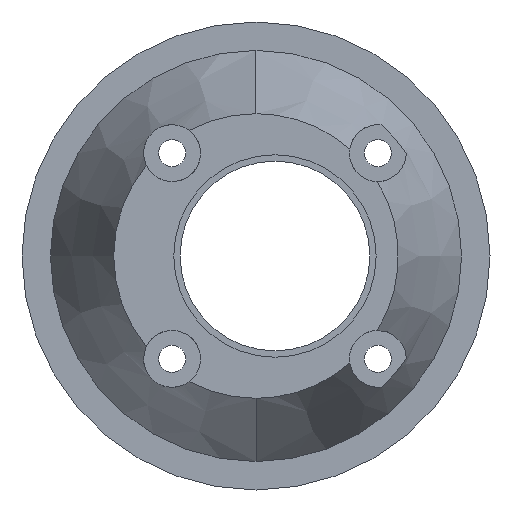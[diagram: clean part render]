
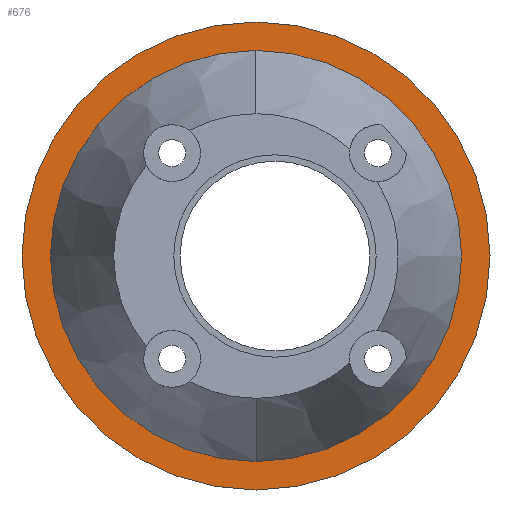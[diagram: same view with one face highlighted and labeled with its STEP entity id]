
A CAD part, left-side view. The second image highlights one B-rep face of the part: STEP entity #676.
In plain terms, the highlighted planar face has unit normal (-1, 0, 0).
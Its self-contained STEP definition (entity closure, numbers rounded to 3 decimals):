
#1 = EDGE_CURVE ( 'NONE', #1395, #1393, #1587, .T. ) ;
#12 = CARTESIAN_POINT ( 'NONE',  ( -23., 3., -32.5 ) ) ;
#17 = DIRECTION ( 'NONE',  ( 1., 0., 0. ) ) ;
#68 = AXIS2_PLACEMENT_3D ( 'NONE', #572, #1247, #444 ) ;
#101 = DIRECTION ( 'NONE',  ( 1., 0., 0. ) ) ;
#139 = FACE_BOUND ( 'NONE', #1381, .T. ) ;
#181 = DIRECTION ( 'NONE',  ( 1., 0., 0. ) ) ;
#228 = EDGE_CURVE ( 'NONE', #1484, #1479, #1371, .T. ) ;
#230 = CIRCLE ( 'NONE', #1039, 37. ) ;
#231 = ORIENTED_EDGE ( 'NONE', *, *, #228, .T. ) ;
#251 = CIRCLE ( 'NONE', #1760, 32.5 ) ;
#298 = CARTESIAN_POINT ( 'NONE',  ( -23., 3., 32.5 ) ) ;
#307 = PLANE ( 'NONE',  #68 ) ;
#444 = DIRECTION ( 'NONE',  ( 0., 0., 1. ) ) ;
#462 = ORIENTED_EDGE ( 'NONE', *, *, #1547, .T. ) ;
#469 = DIRECTION ( 'NONE',  ( 0., 0., -1. ) ) ;
#572 = CARTESIAN_POINT ( 'NONE',  ( -23., 40., 0. ) ) ;
#588 = ORIENTED_EDGE ( 'NONE', *, *, #1, .F. ) ;
#645 = CARTESIAN_POINT ( 'NONE',  ( -23., 3., 0. ) ) ;
#664 = CARTESIAN_POINT ( 'NONE',  ( -23., 3., -37. ) ) ;
#676 = ADVANCED_FACE ( 'NONE', ( #139, #1497 ), #307, .T. ) ;
#768 = CARTESIAN_POINT ( 'NONE',  ( -23., 3., 0. ) ) ;
#837 = CARTESIAN_POINT ( 'NONE',  ( -23., 3., 0. ) ) ;
#970 = DIRECTION ( 'NONE',  ( 0., 0., -1. ) ) ;
#982 = CARTESIAN_POINT ( 'NONE',  ( -23., 3., 0. ) ) ;
#1039 = AXIS2_PLACEMENT_3D ( 'NONE', #837, #17, #970 ) ;
#1115 = DIRECTION ( 'NONE',  ( 0., 0., -1. ) ) ;
#1173 = DIRECTION ( 'NONE',  ( 1., 0., 0. ) ) ;
#1247 = DIRECTION ( 'NONE',  ( -1., 0., 0. ) ) ;
#1249 = EDGE_CURVE ( 'NONE', #1393, #1395, #230, .T. ) ;
#1337 = CARTESIAN_POINT ( 'NONE',  ( -23., 3., 37. ) ) ;
#1371 = CIRCLE ( 'NONE', #1465, 32.5 ) ;
#1381 = EDGE_LOOP ( 'NONE', ( #462, #231 ) ) ;
#1393 = VERTEX_POINT ( 'NONE', #1337 ) ;
#1395 = VERTEX_POINT ( 'NONE', #664 ) ;
#1449 = EDGE_LOOP ( 'NONE', ( #588, #1705 ) ) ;
#1465 = AXIS2_PLACEMENT_3D ( 'NONE', #645, #101, #469 ) ;
#1479 = VERTEX_POINT ( 'NONE', #12 ) ;
#1484 = VERTEX_POINT ( 'NONE', #298 ) ;
#1497 = FACE_OUTER_BOUND ( 'NONE', #1449, .T. ) ;
#1547 = EDGE_CURVE ( 'NONE', #1479, #1484, #251, .T. ) ;
#1587 = CIRCLE ( 'NONE', #1687, 37. ) ;
#1668 = DIRECTION ( 'NONE',  ( 0., 0., -1. ) ) ;
#1687 = AXIS2_PLACEMENT_3D ( 'NONE', #768, #1173, #1668 ) ;
#1705 = ORIENTED_EDGE ( 'NONE', *, *, #1249, .F. ) ;
#1760 = AXIS2_PLACEMENT_3D ( 'NONE', #982, #181, #1115 ) ;
